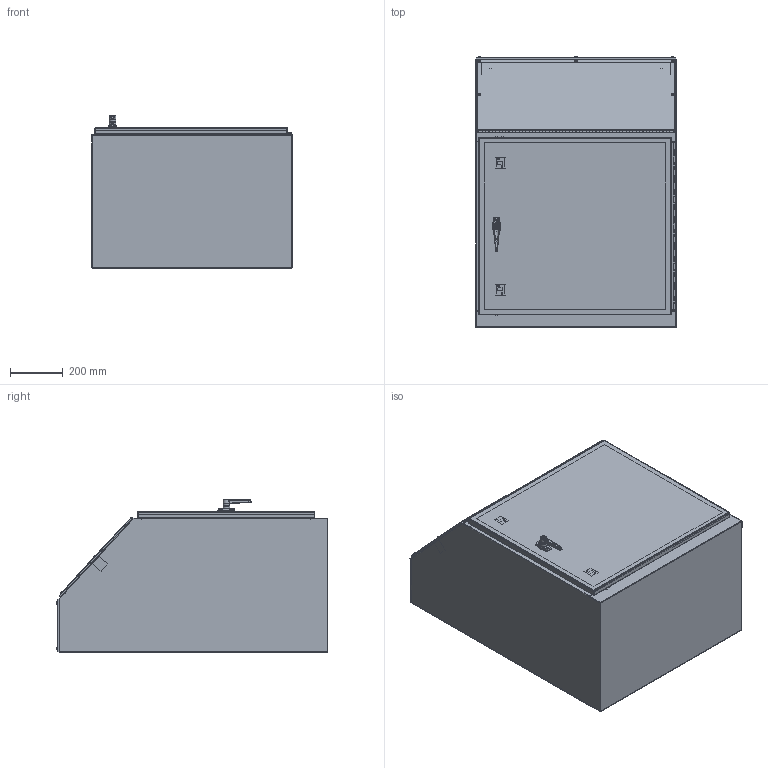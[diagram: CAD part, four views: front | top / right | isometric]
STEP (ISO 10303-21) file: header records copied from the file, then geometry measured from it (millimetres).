
FILE_DESCRIPTION (( 'STEP AP214' ), '1' );
FILE_NAME ('W1C30.STEP', '2020-03-02T17:25:49', ( '' ), ( '' ), 'SwSTEP 2.0', 'SolidWorks 2019', '' );
FILE_SCHEMA (( 'AUTOMOTIVE_DESIGN' ));
Length unit declared in the file: inch
Products named in the file (1): W1C30
Bounding box: 762 x 1029.39 x 579.29 mm (x, y, z)
Volume: 9038015.2 mm3; surface area: 8764049.7 mm2
Topology: 101 solids, 149 shells, 3521 faces, 8988 edges, 5824 vertices
Faces by surface type: plane 1950, cylinder 864, bspline 451, cone 252, torus 4
Full cylindrical faces by diameter (mm): 2.921 x2, 3.048 x1, 3.175 x1, 3.302 x1, 3.505 x58, 3.795 x2, 3.962 x11, 4 x3, 4.039 x2, 4.254 x7, 4.255 x4, 4.978 x11, 5.08 x4, 5.556 x2, 5.69 x4, 6.128 x2, 6.172 x2, 6.299 x11, 6.337 x6, 6.35 x19, 6.528 x11, 7.023 x16, 7.061 x11, 7.144 x2, 7.798 x10, 7.925 x2, 7.937 x6, 7.938 x2, 8.382 x20, 9.525 x2
Entity records: 176171 total; most frequent: CARTESIAN_POINT 49594, ORIENTED_EDGE 16832, DIRECTION 14691, EDGE_CURVE 8416, VERTEX_POINT 5693, AXIS2_PLACEMENT_3D 4996, VECTOR 4699, LINE 4699
